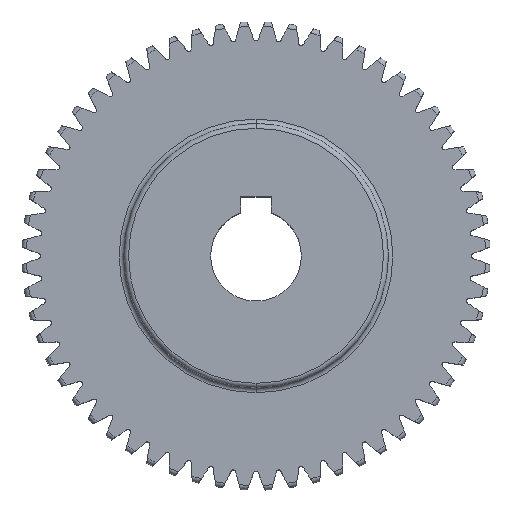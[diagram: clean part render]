
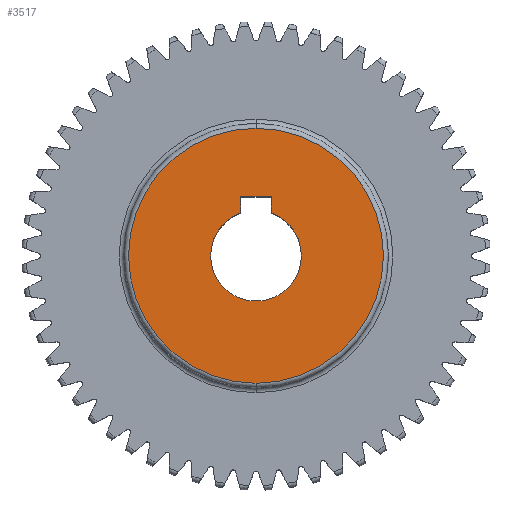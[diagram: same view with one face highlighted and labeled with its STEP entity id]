
A CAD part, top view. The second image highlights one B-rep face of the part: STEP entity #3517.
In plain terms, the highlighted planar face has unit normal (0, 0, 1).
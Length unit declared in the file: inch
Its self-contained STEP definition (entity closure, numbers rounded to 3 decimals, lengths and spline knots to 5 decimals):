
#6 = DIRECTION ( 'NONE',  ( 1., 0., 0. ) ) ;
#810 = CIRCLE ( 'NONE', #14929, 0.23622 ) ;
#1188 = CARTESIAN_POINT ( 'NONE',  ( 0.07874, 0., 0.7874 ) ) ;
#1500 = CARTESIAN_POINT ( 'NONE',  ( 0., 0.23622, 0.7874 ) ) ;
#1674 = EDGE_CURVE ( 'NONE', #10296, #5382, #4260, .T. ) ;
#2149 = AXIS2_PLACEMENT_3D ( 'NONE', #1500, #16102, #18982 ) ;
#2198 = CIRCLE ( 'NONE', #16636, 0.66457 ) ;
#2428 = CARTESIAN_POINT ( 'NONE',  ( 0., 0.66457, 0.7874 ) ) ;
#2977 = EDGE_CURVE ( 'NONE', #16750, #15765, #10101, .T. ) ;
#3038 = CARTESIAN_POINT ( 'NONE',  ( 0., 0., 0.7874 ) ) ;
#3113 = CARTESIAN_POINT ( 'NONE',  ( -0.07874, 0., 0.7874 ) ) ;
#3125 = CARTESIAN_POINT ( 'NONE',  ( 0.07874, 0.30709, 0.7874 ) ) ;
#3257 = VECTOR ( 'NONE', #13595, 39.37008 ) ;
#3517 = ADVANCED_FACE ( 'NONE', ( #12952, #14569 ), #11501, .T. ) ;
#3938 = DIRECTION ( 'NONE',  ( 0., 0., -1. ) ) ;
#4207 = ORIENTED_EDGE ( 'NONE', *, *, #10654, .T. ) ;
#4227 = CARTESIAN_POINT ( 'NONE',  ( 0., 0.30709, 0.7874 ) ) ;
#4260 = LINE ( 'NONE', #1188, #14500 ) ;
#5382 = VERTEX_POINT ( 'NONE', #18851 ) ;
#5384 = CARTESIAN_POINT ( 'NONE',  ( 0., 0., 0.7874 ) ) ;
#5430 = CARTESIAN_POINT ( 'NONE',  ( -0.07874, 0.22271, 0.7874 ) ) ;
#5665 = LINE ( 'NONE', #4227, #16959 ) ;
#6439 = CARTESIAN_POINT ( 'NONE',  ( 0., 0., 0.7874 ) ) ;
#7081 = ORIENTED_EDGE ( 'NONE', *, *, #10130, .T. ) ;
#8101 = VERTEX_POINT ( 'NONE', #10448 ) ;
#8349 = ORIENTED_EDGE ( 'NONE', *, *, #15558, .T. ) ;
#8573 = AXIS2_PLACEMENT_3D ( 'NONE', #5384, #17292, #14050 ) ;
#9660 = EDGE_LOOP ( 'NONE', ( #4207, #10605, #15962, #8349 ) ) ;
#10101 = CIRCLE ( 'NONE', #8573, 0.66457 ) ;
#10130 = EDGE_CURVE ( 'NONE', #15765, #16750, #2198, .T. ) ;
#10296 = VERTEX_POINT ( 'NONE', #3125 ) ;
#10448 = CARTESIAN_POINT ( 'NONE',  ( -0.07874, 0.30709, 0.7874 ) ) ;
#10542 = DIRECTION ( 'NONE',  ( 0., -1., 0. ) ) ;
#10605 = ORIENTED_EDGE ( 'NONE', *, *, #1674, .T. ) ;
#10654 = EDGE_CURVE ( 'NONE', #8101, #10296, #5665, .T. ) ;
#11501 = PLANE ( 'NONE',  #2149 ) ;
#12689 = DIRECTION ( 'NONE',  ( 0., 1., 0. ) ) ;
#12937 = VERTEX_POINT ( 'NONE', #5430 ) ;
#12952 = FACE_OUTER_BOUND ( 'NONE', #16006, .T. ) ;
#13200 = LINE ( 'NONE', #3113, #3257 ) ;
#13329 = DIRECTION ( 'NONE',  ( 0., 0., 1. ) ) ;
#13595 = DIRECTION ( 'NONE',  ( 0., 1., 0. ) ) ;
#14050 = DIRECTION ( 'NONE',  ( 0., -1., 0. ) ) ;
#14500 = VECTOR ( 'NONE', #18775, 39.37008 ) ;
#14569 = FACE_BOUND ( 'NONE', #9660, .T. ) ;
#14667 = CARTESIAN_POINT ( 'NONE',  ( 0., -0.66457, 0.7874 ) ) ;
#14929 = AXIS2_PLACEMENT_3D ( 'NONE', #6439, #3938, #12689 ) ;
#15558 = EDGE_CURVE ( 'NONE', #12937, #8101, #13200, .T. ) ;
#15765 = VERTEX_POINT ( 'NONE', #2428 ) ;
#15962 = ORIENTED_EDGE ( 'NONE', *, *, #17908, .T. ) ;
#16006 = EDGE_LOOP ( 'NONE', ( #16879, #7081 ) ) ;
#16102 = DIRECTION ( 'NONE',  ( 0., 0., 1. ) ) ;
#16636 = AXIS2_PLACEMENT_3D ( 'NONE', #3038, #13329, #10542 ) ;
#16750 = VERTEX_POINT ( 'NONE', #14667 ) ;
#16879 = ORIENTED_EDGE ( 'NONE', *, *, #2977, .T. ) ;
#16959 = VECTOR ( 'NONE', #6, 39.37008 ) ;
#17292 = DIRECTION ( 'NONE',  ( 0., 0., 1. ) ) ;
#17908 = EDGE_CURVE ( 'NONE', #5382, #12937, #810, .T. ) ;
#18775 = DIRECTION ( 'NONE',  ( 0., -1., 0. ) ) ;
#18851 = CARTESIAN_POINT ( 'NONE',  ( 0.07874, 0.22271, 0.7874 ) ) ;
#18982 = DIRECTION ( 'NONE',  ( 0., -1., 0. ) ) ;
